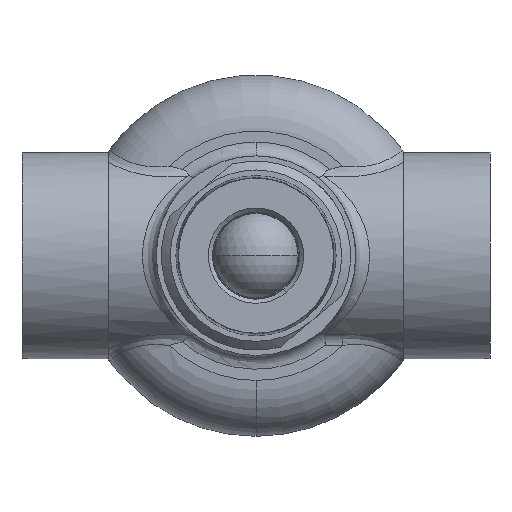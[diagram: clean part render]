
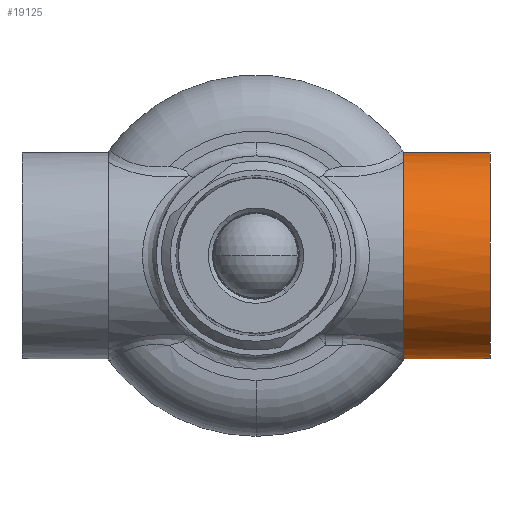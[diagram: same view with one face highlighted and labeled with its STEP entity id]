
A CAD part, front view. The second image highlights one B-rep face of the part: STEP entity #19125.
In plain terms, the highlighted cylindrical face has radius 38.1 mm (diameter 76.2 mm), a partial arc.
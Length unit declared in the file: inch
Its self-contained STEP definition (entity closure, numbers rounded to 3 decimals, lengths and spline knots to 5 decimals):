
#421 = DIRECTION ( 'NONE',  ( 0., 0., -1. ) ) ;
#1085 = VERTEX_POINT ( 'NONE', #19387 ) ;
#1148 = CARTESIAN_POINT ( 'NONE',  ( -2.86956, -3.9692, -1.49331 ) ) ;
#1511 = EDGE_CURVE ( 'NONE', #12744, #22798, #21136, .T. ) ;
#2711 = ORIENTED_EDGE ( 'NONE', *, *, #29509, .F. ) ;
#3298 = CARTESIAN_POINT ( 'NONE',  ( -1.61956, -3.82769, -1.5 ) ) ;
#3517 = EDGE_CURVE ( 'NONE', #12124, #1085, #3677, .T. ) ;
#3677 = LINE ( 'NONE', #23546, #29673 ) ;
#5083 = DIRECTION ( 'NONE',  ( 1., 0., 0. ) ) ;
#7431 = CARTESIAN_POINT ( 'NONE',  ( -1.61956, -3.82769, 1.5 ) ) ;
#7869 = ORIENTED_EDGE ( 'NONE', *, *, #1511, .T. ) ;
#7935 = DIRECTION ( 'NONE',  ( -1., 0., 0. ) ) ;
#8733 = AXIS2_PLACEMENT_3D ( 'NONE', #20163, #5083, #22678 ) ;
#9013 = CIRCLE ( 'NONE', #8733, 1.5 ) ;
#9229 = CARTESIAN_POINT ( 'NONE',  ( -2.86231, -3.92203, 1.49778 ) ) ;
#12124 = VERTEX_POINT ( 'NONE', #7431 ) ;
#12636 = LINE ( 'NONE', #3298, #13414 ) ;
#12744 = VERTEX_POINT ( 'NONE', #26150 ) ;
#13230 = CARTESIAN_POINT ( 'NONE',  ( -2.85879, -3.82769, -1.5 ) ) ;
#13414 = VECTOR ( 'NONE', #23416, 39.37008 ) ;
#13492 = ORIENTED_EDGE ( 'NONE', *, *, #21518, .T. ) ;
#13554 = DIRECTION ( 'NONE',  ( -1., 0., 0. ) ) ;
#13806 = CARTESIAN_POINT ( 'NONE',  ( -2.85879, -3.82769, -1.5 ) ) ;
#14284 = FACE_OUTER_BOUND ( 'NONE', #20278, .T. ) ;
#15376 = AXIS2_PLACEMENT_3D ( 'NONE', #30596, #15523, #421 ) ;
#15413 = CARTESIAN_POINT ( 'NONE',  ( -1.61956, -3.82769, 0. ) ) ;
#15523 = DIRECTION ( 'NONE',  ( 1., 0., 0. ) ) ;
#16333 = ORIENTED_EDGE ( 'NONE', *, *, #3517, .T. ) ;
#16721 = CARTESIAN_POINT ( 'NONE',  ( -2.85879, -3.82769, 1.5 ) ) ;
#17001 = VERTEX_POINT ( 'NONE', #30225 ) ;
#18311 = ORIENTED_EDGE ( 'NONE', *, *, #27557, .F. ) ;
#19125 = ADVANCED_FACE ( 'NONE', ( #14284 ), #26054, .T. ) ;
#19253 = CARTESIAN_POINT ( 'NONE',  ( -2.85879, -3.87486, 1.5 ) ) ;
#19387 = CARTESIAN_POINT ( 'NONE',  ( -2.85879, -3.82769, 1.5 ) ) ;
#19485 = AXIS2_PLACEMENT_3D ( 'NONE', #15413, #7935, #25520 ) ;
#20163 = CARTESIAN_POINT ( 'NONE',  ( -2.86956, -3.82769, 0. ) ) ;
#20278 = EDGE_LOOP ( 'NONE', ( #2711, #18311, #16333, #21346, #13492, #7869 ) ) ;
#21136 = B_SPLINE_CURVE_WITH_KNOTS ( 'NONE', 3,
 ( #1148, #21282, #28880, #13806 ),
 .UNSPECIFIED., .F., .F.,
 ( 4, 4 ),
 ( 0., 0.00359 ),
 .UNSPECIFIED. ) ;
#21282 = CARTESIAN_POINT ( 'NONE',  ( -2.86231, -3.92203, -1.49778 ) ) ;
#21346 = ORIENTED_EDGE ( 'NONE', *, *, #24432, .T. ) ;
#21518 = EDGE_CURVE ( 'NONE', #26126, #12744, #9013, .T. ) ;
#21762 = CIRCLE ( 'NONE', #15376, 1.5 ) ;
#22678 = DIRECTION ( 'NONE',  ( 0., 0., -1. ) ) ;
#22798 = VERTEX_POINT ( 'NONE', #13230 ) ;
#23416 = DIRECTION ( 'NONE',  ( -1., 0., 0. ) ) ;
#23546 = CARTESIAN_POINT ( 'NONE',  ( -1.61956, -3.82769, 1.5 ) ) ;
#24414 = CARTESIAN_POINT ( 'NONE',  ( -2.86956, -3.9692, 1.49331 ) ) ;
#24432 = EDGE_CURVE ( 'NONE', #1085, #26126, #30006, .T. ) ;
#25520 = DIRECTION ( 'NONE',  ( 0., 0., 1. ) ) ;
#26054 = CYLINDRICAL_SURFACE ( 'NONE', #19485, 1.5 ) ;
#26126 = VERTEX_POINT ( 'NONE', #24414 ) ;
#26150 = CARTESIAN_POINT ( 'NONE',  ( -2.86956, -3.9692, -1.49331 ) ) ;
#26797 = CARTESIAN_POINT ( 'NONE',  ( -2.86956, -3.9692, 1.49331 ) ) ;
#27557 = EDGE_CURVE ( 'NONE', #12124, #17001, #21762, .T. ) ;
#28880 = CARTESIAN_POINT ( 'NONE',  ( -2.85879, -3.87486, -1.5 ) ) ;
#29509 = EDGE_CURVE ( 'NONE', #17001, #22798, #12636, .T. ) ;
#29673 = VECTOR ( 'NONE', #13554, 39.37008 ) ;
#30006 = B_SPLINE_CURVE_WITH_KNOTS ( 'NONE', 3,
 ( #16721, #19253, #9229, #26797 ),
 .UNSPECIFIED., .F., .F.,
 ( 4, 4 ),
 ( 0.00359, 0.00719 ),
 .UNSPECIFIED. ) ;
#30225 = CARTESIAN_POINT ( 'NONE',  ( -1.61956, -3.82769, -1.5 ) ) ;
#30596 = CARTESIAN_POINT ( 'NONE',  ( -1.61956, -3.82769, 0. ) ) ;
